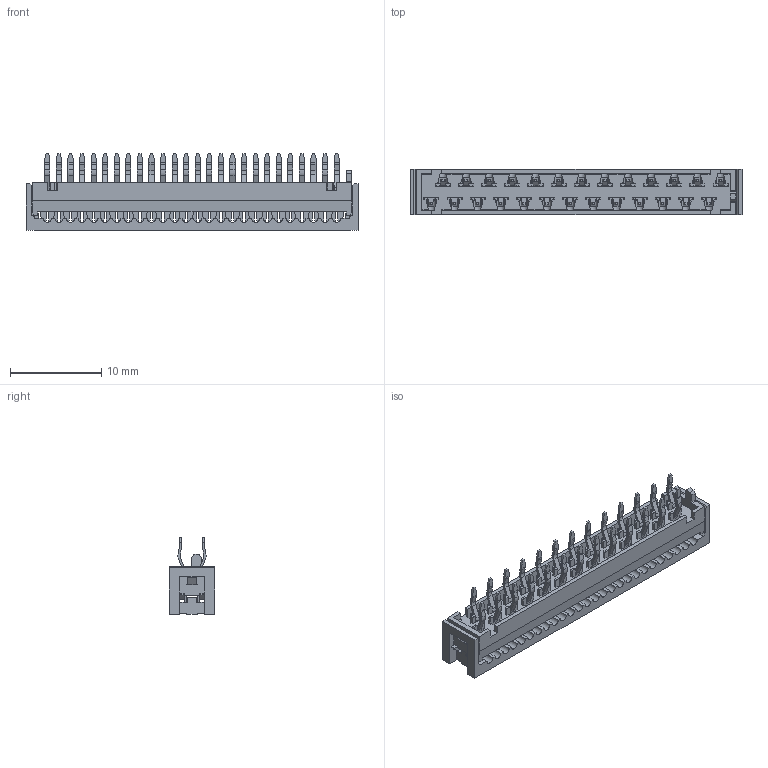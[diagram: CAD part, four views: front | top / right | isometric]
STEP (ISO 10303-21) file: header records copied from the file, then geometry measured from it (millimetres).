
FILE_DESCRIPTION(/* description */ ('Unknown'),/* implementation_level */ '2;1');
FILE_NAME(/* name */ '690207102672',/* time_stamp */ '2017-03-30T16:16:06+02:00',/* author */ ('Unknown'),/* organization */ ('Unknown'),/* preprocessor_version */ 'ST-DEVELOPER v16.7',/* originating_system */ 'DEX',/* authorisation */ $);
FILE_SCHEMA (('AUTOMOTIVE_DESIGN {1 0 10303 214 3 1 1}'));
Length unit declared in the file: millimetre
Products named in the file (4): 69020710xx72; 690207102672; 690207102672_CAP; 69020710xx72_Pin
Assembly tree (28 placements, depth 2):
  69020710xx72
    690207102672
    690207102672_CAP
    69020710xx72_Pin  x26
Bounding box: 36.45 x 5 x 8.45 mm (x, y, z)
Volume: 530.3 mm3; surface area: 2234.5 mm2
Topology: 28 solids, 28 shells, 1890 faces, 5646 edges, 3728 vertices
Faces by surface type: plane 1314, cylinder 576
Entity records: 23566 total; most frequent: ORIENTED_EDGE 4292, CARTESIAN_POINT 4243, DIRECTION 3686, EDGE_CURVE 2146, LINE 1944, VECTOR 1944, VERTEX_POINT 1428, AXIS2_PLACEMENT_3D 871
